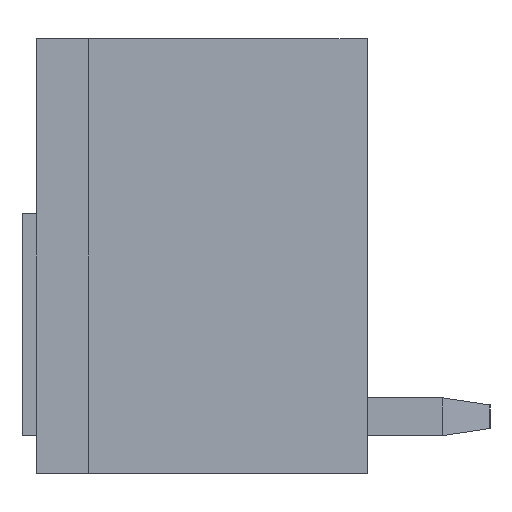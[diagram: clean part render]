
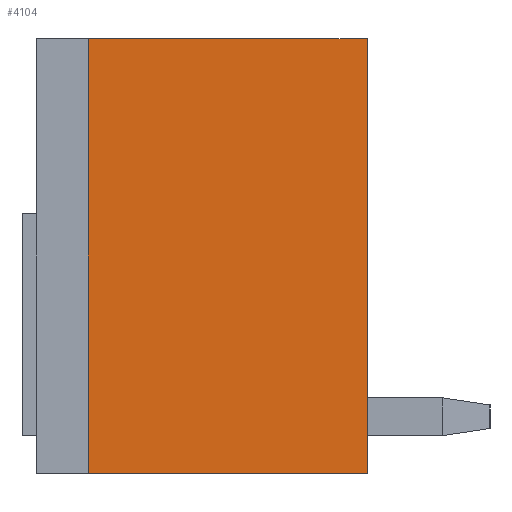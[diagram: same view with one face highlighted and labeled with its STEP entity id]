
A CAD part, left-side view. The second image highlights one B-rep face of the part: STEP entity #4104.
In plain terms, the highlighted planar face has unit normal (-1, 0, 0).
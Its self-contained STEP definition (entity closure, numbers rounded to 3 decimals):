
#1170=ORIENTED_EDGE('',*,*,#1547,.T.);
#1171=ORIENTED_EDGE('',*,*,#1587,.T.);
#1172=ORIENTED_EDGE('',*,*,#1542,.T.);
#1173=ORIENTED_EDGE('',*,*,#1785,.T.);
#1542=EDGE_CURVE('',#2057,#2056,#2445,.T.);
#1547=EDGE_CURVE('',#2062,#2061,#2449,.T.);
#1587=EDGE_CURVE('',#2061,#2057,#2489,.T.);
#1785=EDGE_CURVE('',#2056,#2062,#2660,.T.);
#2056=VERTEX_POINT('',#6101);
#2057=VERTEX_POINT('',#6103);
#2061=VERTEX_POINT('',#6112);
#2062=VERTEX_POINT('',#6114);
#2445=LINE('',#6102,#2930);
#2449=LINE('',#6113,#2934);
#2489=LINE('',#6187,#2974);
#2660=LINE('',#6627,#3145);
#2930=VECTOR('',#4868,1000.);
#2934=VECTOR('',#4876,1000.);
#2974=VECTOR('',#4940,1000.);
#3145=VECTOR('',#5449,1000.);
#3425=EDGE_LOOP('',(#1170,#1171,#1172,#1173));
#3702=FACE_BOUND('',#3425,.T.);
#3893=PLANE('',#4452);
#4104=ADVANCED_FACE('',(#3702),#3893,.T.);
#4452=AXIS2_PLACEMENT_3D('',#6628,#5450,#5451);
#4868=DIRECTION('',(0.,1.,0.));
#4876=DIRECTION('',(0.,-1.,0.));
#4940=DIRECTION('',(0.,0.,1.));
#5449=DIRECTION('',(0.,0.,-1.));
#5450=DIRECTION('',(-1.,0.,0.));
#5451=DIRECTION('',(0.,0.,1.));
#6101=CARTESIAN_POINT('',(-4.5,5.9,9.2));
#6102=CARTESIAN_POINT('',(-4.5,0.,9.2));
#6103=CARTESIAN_POINT('',(-4.5,0.,9.2));
#6112=CARTESIAN_POINT('',(-4.5,0.,0.));
#6113=CARTESIAN_POINT('',(-4.5,5.9,0.));
#6114=CARTESIAN_POINT('',(-4.5,5.9,0.));
#6187=CARTESIAN_POINT('',(-4.5,0.,0.));
#6627=CARTESIAN_POINT('',(-4.5,5.9,9.2));
#6628=CARTESIAN_POINT('',(-4.5,0.,0.));
